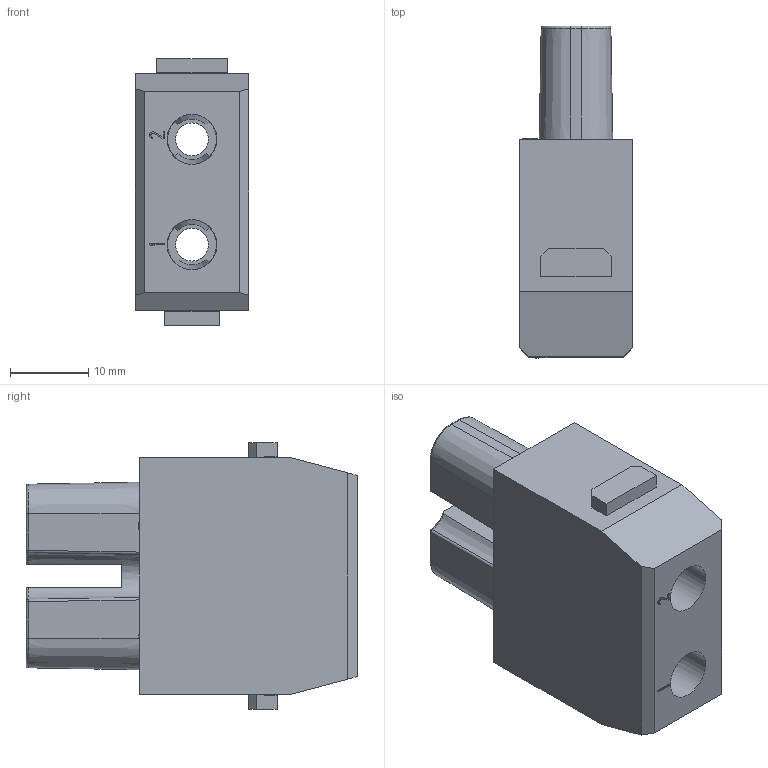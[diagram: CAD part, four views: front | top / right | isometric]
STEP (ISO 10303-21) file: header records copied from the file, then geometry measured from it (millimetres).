
FILE_DESCRIPTION((''),'2;1');
FILE_NAME('HMK-002-FC_22','2017-05-17T',('tl.yang'),(''),'PRO/ENGINEER BY PARAMETRIC TECHNOLOGY CORPORATION, 2011500','PRO/ENGINEER BY PARAMETRIC TECHNOLOGY CORPORATION, 2011500','');
FILE_SCHEMA(('CONFIG_CONTROL_DESIGN'));
Length unit declared in the file: millimetre
Products named in the file (1): HMK-002-FC_22
Bounding box: 14.6 x 42.5 x 34.2 mm (x, y, z)
Volume: 12068.3 mm3; surface area: 5966.2 mm2
Topology: 1 solids, 1 shells, 171 faces, 457 edges, 299 vertices
Faces by surface type: plane 126, cylinder 20, cone 17, torus 6, sphere 2
Entity records: 5346 total; most frequent: CARTESIAN_POINT 975, ORIENTED_EDGE 910, DIRECTION 872, EDGE_CURVE 455, VECTOR 360, LINE 360, VERTEX_POINT 299, AXIS2_PLACEMENT_3D 256
